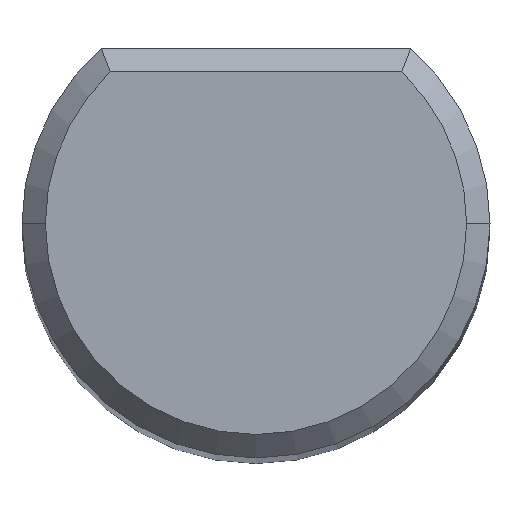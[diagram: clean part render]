
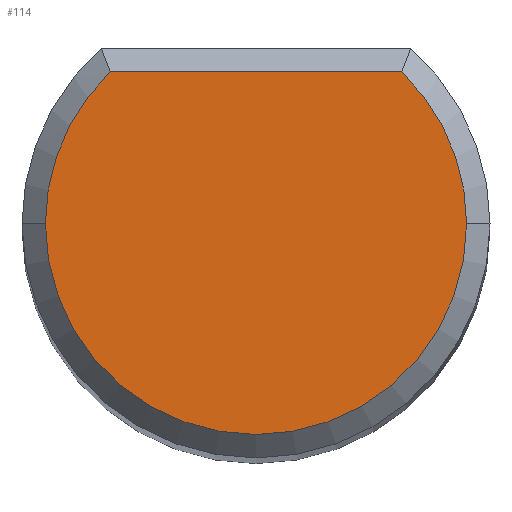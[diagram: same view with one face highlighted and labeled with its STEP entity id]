
A CAD part, top view. The second image highlights one B-rep face of the part: STEP entity #114.
In plain terms, the highlighted planar face has unit normal (0, 0, 1).
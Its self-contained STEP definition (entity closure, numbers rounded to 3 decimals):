
#50 = DIRECTION ( 'NONE',  ( 0., 0., -1. ) ) ;
#72 = EDGE_CURVE ( 'NONE', #357, #200, #292, .T. ) ;
#81 = VECTOR ( 'NONE', #150, 1000. ) ;
#100 = CARTESIAN_POINT ( 'NONE',  ( -1.8, 0., 28. ) ) ;
#111 = VERTEX_POINT ( 'NONE', #147 ) ;
#114 = ADVANCED_FACE ( 'NONE', ( #393 ), #272, .T. ) ;
#119 = AXIS2_PLACEMENT_3D ( 'NONE', #392, #243, #148 ) ;
#138 = ORIENTED_EDGE ( 'NONE', *, *, #244, .F. ) ;
#146 = EDGE_CURVE ( 'NONE', #357, #111, #394, .T. ) ;
#147 = CARTESIAN_POINT ( 'NONE',  ( -1.245, 1.3, 28. ) ) ;
#148 = DIRECTION ( 'NONE',  ( 1., 0., 0. ) ) ;
#150 = DIRECTION ( 'NONE',  ( -1., 0., 0. ) ) ;
#155 = ORIENTED_EDGE ( 'NONE', *, *, #72, .F. ) ;
#157 = DIRECTION ( 'NONE',  ( 0., 0., -1. ) ) ;
#162 = CARTESIAN_POINT ( 'NONE',  ( 1.245, 1.3, 28. ) ) ;
#185 = DIRECTION ( 'NONE',  ( -1., 0., 0. ) ) ;
#197 = VERTEX_POINT ( 'NONE', #100 ) ;
#200 = VERTEX_POINT ( 'NONE', #255 ) ;
#204 = CARTESIAN_POINT ( 'NONE',  ( 0., 0., 28. ) ) ;
#205 = ORIENTED_EDGE ( 'NONE', *, *, #315, .F. ) ;
#222 = CARTESIAN_POINT ( 'NONE',  ( 0., 0., 28. ) ) ;
#228 = EDGE_LOOP ( 'NONE', ( #155, #365, #138, #205 ) ) ;
#243 = DIRECTION ( 'NONE',  ( 0., 0., 1. ) ) ;
#244 = EDGE_CURVE ( 'NONE', #197, #111, #337, .T. ) ;
#246 = CARTESIAN_POINT ( 'NONE',  ( 0., 1.3, 28. ) ) ;
#255 = CARTESIAN_POINT ( 'NONE',  ( 1.8, 0., 28. ) ) ;
#260 = DIRECTION ( 'NONE',  ( -1., 0., 0. ) ) ;
#262 = DIRECTION ( 'NONE',  ( 0., 0., -1. ) ) ;
#272 = PLANE ( 'NONE',  #119 ) ;
#275 = DIRECTION ( 'NONE',  ( -1., 0., 0. ) ) ;
#279 = AXIS2_PLACEMENT_3D ( 'NONE', #372, #50, #275 ) ;
#292 = CIRCLE ( 'NONE', #279, 1.8 ) ;
#299 = AXIS2_PLACEMENT_3D ( 'NONE', #222, #157, #185 ) ;
#315 = EDGE_CURVE ( 'NONE', #200, #197, #405, .T. ) ;
#337 = CIRCLE ( 'NONE', #299, 1.8 ) ;
#357 = VERTEX_POINT ( 'NONE', #162 ) ;
#360 = AXIS2_PLACEMENT_3D ( 'NONE', #204, #262, #260 ) ;
#365 = ORIENTED_EDGE ( 'NONE', *, *, #146, .T. ) ;
#372 = CARTESIAN_POINT ( 'NONE',  ( 0., 0., 28. ) ) ;
#392 = CARTESIAN_POINT ( 'NONE',  ( 0., 0., 28. ) ) ;
#393 = FACE_OUTER_BOUND ( 'NONE', #228, .T. ) ;
#394 = LINE ( 'NONE', #246, #81 ) ;
#405 = CIRCLE ( 'NONE', #360, 1.8 ) ;
